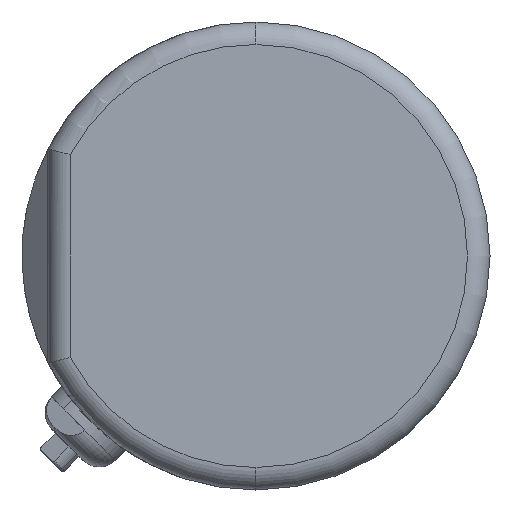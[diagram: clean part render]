
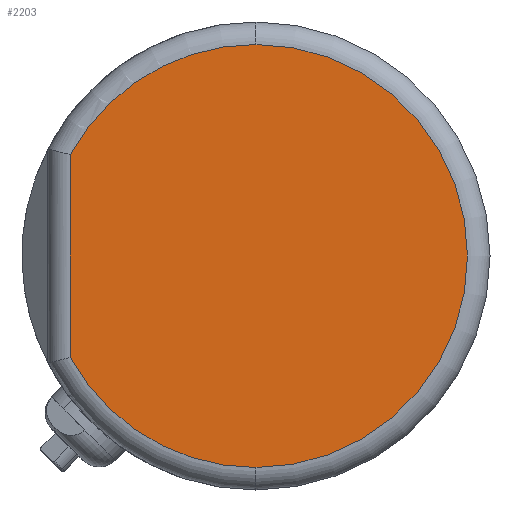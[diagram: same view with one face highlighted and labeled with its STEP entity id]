
A CAD part, left-side view. The second image highlights one B-rep face of the part: STEP entity #2203.
In plain terms, the highlighted planar face has unit normal (-1, 0, 0).
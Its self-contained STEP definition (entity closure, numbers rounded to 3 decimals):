
#878 = EDGE_CURVE ( 'NONE', #1611, #5267, #27040, .T. ) ;
#1110 = VECTOR ( 'NONE', #16242, 1000. ) ;
#1382 = PLANE ( 'NONE',  #3989 ) ;
#1495 = CARTESIAN_POINT ( 'NONE',  ( -37.5, 16.5, -9.011 ) ) ;
#1611 = VERTEX_POINT ( 'NONE', #18516 ) ;
#2203 = ADVANCED_FACE ( 'NONE', ( #20841 ), #1382, .F. ) ;
#3360 = ORIENTED_EDGE ( 'NONE', *, *, #17270, .T. ) ;
#3989 = AXIS2_PLACEMENT_3D ( 'NONE', #20988, #16013, #26780 ) ;
#5121 = AXIS2_PLACEMENT_3D ( 'NONE', #12639, #21309, #10782 ) ;
#5267 = VERTEX_POINT ( 'NONE', #27927 ) ;
#5599 = CIRCLE ( 'NONE', #5121, 18.8 ) ;
#9435 = ORIENTED_EDGE ( 'NONE', *, *, #14968, .T. ) ;
#10782 = DIRECTION ( 'NONE',  ( 0., 0., -1. ) ) ;
#11633 = AXIS2_PLACEMENT_3D ( 'NONE', #20903, #20625, #16633 ) ;
#12017 = VERTEX_POINT ( 'NONE', #24799 ) ;
#12515 = VERTEX_POINT ( 'NONE', #1495 ) ;
#12639 = CARTESIAN_POINT ( 'NONE',  ( -37.5, 0., 0. ) ) ;
#13321 = ORIENTED_EDGE ( 'NONE', *, *, #14589, .T. ) ;
#13715 = CIRCLE ( 'NONE', #18260, 18.8 ) ;
#14220 = EDGE_LOOP ( 'NONE', ( #9435, #13321, #23766, #3360 ) ) ;
#14589 = EDGE_CURVE ( 'NONE', #12017, #1611, #13715, .T. ) ;
#14968 = EDGE_CURVE ( 'NONE', #12515, #12017, #5599, .T. ) ;
#15255 = DIRECTION ( 'NONE',  ( 0., 0., -1. ) ) ;
#16013 = DIRECTION ( 'NONE',  ( 1., 0., 0. ) ) ;
#16104 = LINE ( 'NONE', #20649, #1110 ) ;
#16242 = DIRECTION ( 'NONE',  ( 0., 0., -1. ) ) ;
#16633 = DIRECTION ( 'NONE',  ( 0., 0., -1. ) ) ;
#17270 = EDGE_CURVE ( 'NONE', #5267, #12515, #16104, .T. ) ;
#18260 = AXIS2_PLACEMENT_3D ( 'NONE', #25896, #19507, #15255 ) ;
#18516 = CARTESIAN_POINT ( 'NONE',  ( -37.5, 0., 18.8 ) ) ;
#19507 = DIRECTION ( 'NONE',  ( -1., 0., 0. ) ) ;
#20625 = DIRECTION ( 'NONE',  ( -1., 0., 0. ) ) ;
#20649 = CARTESIAN_POINT ( 'NONE',  ( -37.5, 16.5, 0. ) ) ;
#20841 = FACE_OUTER_BOUND ( 'NONE', #14220, .T. ) ;
#20903 = CARTESIAN_POINT ( 'NONE',  ( -37.5, 0., 0. ) ) ;
#20988 = CARTESIAN_POINT ( 'NONE',  ( -37.5, 20.8, 0. ) ) ;
#21309 = DIRECTION ( 'NONE',  ( -1., 0., 0. ) ) ;
#23766 = ORIENTED_EDGE ( 'NONE', *, *, #878, .T. ) ;
#24799 = CARTESIAN_POINT ( 'NONE',  ( -37.5, 0., -18.8 ) ) ;
#25896 = CARTESIAN_POINT ( 'NONE',  ( -37.5, 0., 0. ) ) ;
#26780 = DIRECTION ( 'NONE',  ( 0., 0., -1. ) ) ;
#27040 = CIRCLE ( 'NONE', #11633, 18.8 ) ;
#27927 = CARTESIAN_POINT ( 'NONE',  ( -37.5, 16.5, 9.011 ) ) ;
